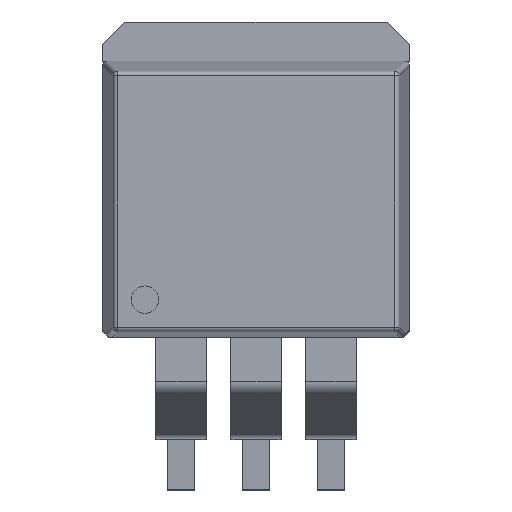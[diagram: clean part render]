
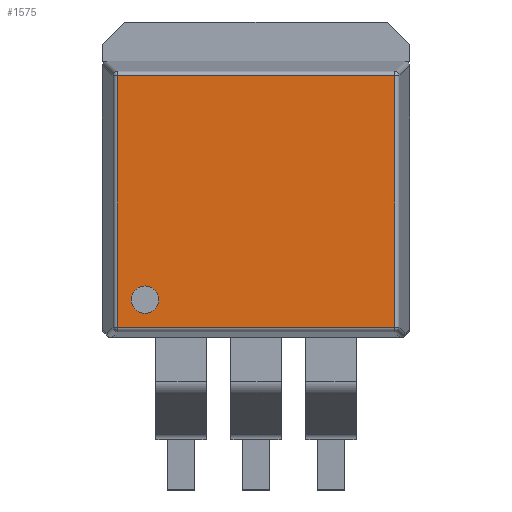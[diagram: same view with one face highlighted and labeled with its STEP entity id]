
A CAD part, top view. The second image highlights one B-rep face of the part: STEP entity #1575.
In plain terms, the highlighted planar face has unit normal (0, 0, 1).
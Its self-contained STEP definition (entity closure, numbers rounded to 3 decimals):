
#31 = EDGE_LOOP ( 'NONE', ( #760, #3806, #3111, #283 ) ) ;
#132 = VERTEX_POINT ( 'NONE', #4007 ) ;
#144 = CARTESIAN_POINT ( 'NONE',  ( -4.694, -4.473, 2.3 ) ) ;
#232 = CIRCLE ( 'NONE', #1466, 0.468 ) ;
#277 = VERTEX_POINT ( 'NONE', #328 ) ;
#283 = ORIENTED_EDGE ( 'NONE', *, *, #2713, .T. ) ;
#328 = CARTESIAN_POINT ( 'NONE',  ( 4.694, 4.186, 2.3 ) ) ;
#448 = DIRECTION ( 'NONE',  ( 1., 0., 0. ) ) ;
#595 = CIRCLE ( 'NONE', #1682, 0.468 ) ;
#596 = DIRECTION ( 'NONE',  ( 0., 0., 1. ) ) ;
#635 = CARTESIAN_POINT ( 'NONE',  ( 0., 0., 2.3 ) ) ;
#668 = ORIENTED_EDGE ( 'NONE', *, *, #4054, .F. ) ;
#760 = ORIENTED_EDGE ( 'NONE', *, *, #2042, .T. ) ;
#817 = CARTESIAN_POINT ( 'NONE',  ( 4.694, 4.321, 2.3 ) ) ;
#837 = DIRECTION ( 'NONE',  ( 1., 0., 0. ) ) ;
#872 = VERTEX_POINT ( 'NONE', #1116 ) ;
#1008 = LINE ( 'NONE', #3323, #2439 ) ;
#1032 = DIRECTION ( 'NONE',  ( 1., 0., 0. ) ) ;
#1093 = VERTEX_POINT ( 'NONE', #3442 ) ;
#1105 = CARTESIAN_POINT ( 'NONE',  ( 4.694, -4.338, 2.3 ) ) ;
#1110 = CARTESIAN_POINT ( 'NONE',  ( -3.759, -3.403, 2.3 ) ) ;
#1116 = CARTESIAN_POINT ( 'NONE',  ( -4.694, -4.338, 2.3 ) ) ;
#1466 = AXIS2_PLACEMENT_3D ( 'NONE', #1110, #4107, #837 ) ;
#1481 = DIRECTION ( 'NONE',  ( 0., 1., 0. ) ) ;
#1575 = ADVANCED_FACE ( 'NONE', ( #3910, #1964 ), #3606, .T. ) ;
#1682 = AXIS2_PLACEMENT_3D ( 'NONE', #3354, #3099, #448 ) ;
#1780 = DIRECTION ( 'NONE',  ( -1., 0., 0. ) ) ;
#1842 = LINE ( 'NONE', #144, #1870 ) ;
#1860 = VERTEX_POINT ( 'NONE', #4228 ) ;
#1870 = VECTOR ( 'NONE', #3156, 1000. ) ;
#1943 = DIRECTION ( 'NONE',  ( 1., 0., 0. ) ) ;
#1964 = FACE_OUTER_BOUND ( 'NONE', #31, .T. ) ;
#2042 = EDGE_CURVE ( 'NONE', #1860, #872, #1842, .T. ) ;
#2043 = LINE ( 'NONE', #817, #3974 ) ;
#2384 = EDGE_CURVE ( 'NONE', #132, #1093, #232, .T. ) ;
#2439 = VECTOR ( 'NONE', #1032, 1000. ) ;
#2713 = EDGE_CURVE ( 'NONE', #277, #1860, #3810, .T. ) ;
#2757 = VERTEX_POINT ( 'NONE', #1105 ) ;
#3025 = EDGE_CURVE ( 'NONE', #2757, #277, #2043, .T. ) ;
#3099 = DIRECTION ( 'NONE',  ( 0., 0., 1. ) ) ;
#3111 = ORIENTED_EDGE ( 'NONE', *, *, #3025, .T. ) ;
#3156 = DIRECTION ( 'NONE',  ( 0., -1., 0. ) ) ;
#3269 = EDGE_CURVE ( 'NONE', #872, #2757, #1008, .T. ) ;
#3323 = CARTESIAN_POINT ( 'NONE',  ( 4.83, -4.338, 2.3 ) ) ;
#3354 = CARTESIAN_POINT ( 'NONE',  ( -3.759, -3.403, 2.3 ) ) ;
#3442 = CARTESIAN_POINT ( 'NONE',  ( -4.227, -3.403, 2.3 ) ) ;
#3587 = ORIENTED_EDGE ( 'NONE', *, *, #2384, .F. ) ;
#3606 = PLANE ( 'NONE',  #3859 ) ;
#3806 = ORIENTED_EDGE ( 'NONE', *, *, #3269, .T. ) ;
#3810 = LINE ( 'NONE', #4125, #4088 ) ;
#3859 = AXIS2_PLACEMENT_3D ( 'NONE', #635, #596, #1943 ) ;
#3910 = FACE_BOUND ( 'NONE', #4017, .T. ) ;
#3974 = VECTOR ( 'NONE', #1481, 1000. ) ;
#4007 = CARTESIAN_POINT ( 'NONE',  ( -3.292, -3.403, 2.3 ) ) ;
#4017 = EDGE_LOOP ( 'NONE', ( #3587, #668 ) ) ;
#4054 = EDGE_CURVE ( 'NONE', #1093, #132, #595, .T. ) ;
#4088 = VECTOR ( 'NONE', #1780, 1000. ) ;
#4107 = DIRECTION ( 'NONE',  ( 0., 0., 1. ) ) ;
#4125 = CARTESIAN_POINT ( 'NONE',  ( -4.83, 4.186, 2.3 ) ) ;
#4228 = CARTESIAN_POINT ( 'NONE',  ( -4.694, 4.186, 2.3 ) ) ;
